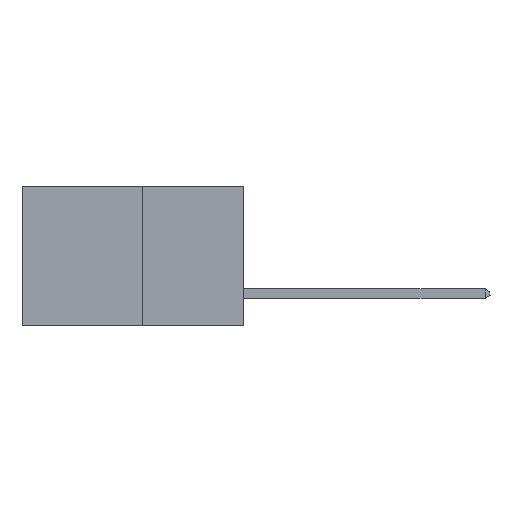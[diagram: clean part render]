
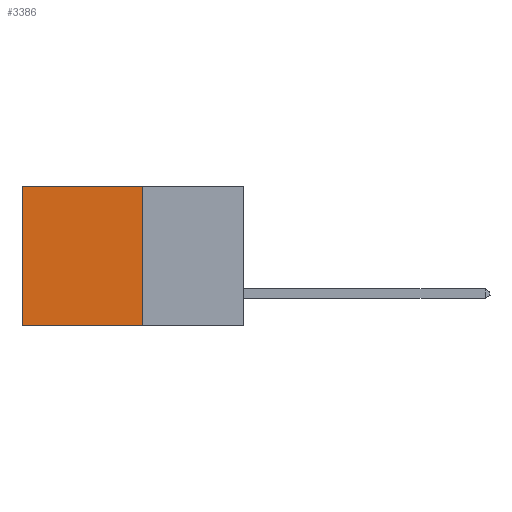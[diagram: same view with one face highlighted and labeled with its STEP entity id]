
A CAD part, left-side view. The second image highlights one B-rep face of the part: STEP entity #3386.
In plain terms, the highlighted planar face has unit normal (-1, 0, 0).
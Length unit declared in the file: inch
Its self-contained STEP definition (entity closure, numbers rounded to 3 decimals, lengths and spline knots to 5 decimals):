
#106 = CARTESIAN_POINT ( 'NONE',  ( 0.277, 0.59, -0.37 ) ) ;
#118 = CARTESIAN_POINT ( 'NONE',  ( 0.277, 0.27, 0. ) ) ;
#205 = VERTEX_POINT ( 'NONE', #14954 ) ;
#999 = EDGE_CURVE ( 'NONE', #1198, #12253, #3763, .T. ) ;
#1198 = VERTEX_POINT ( 'NONE', #118 ) ;
#1404 = LINE ( 'NONE', #11236, #10310 ) ;
#2378 = VERTEX_POINT ( 'NONE', #106 ) ;
#3386 = ADVANCED_FACE ( 'NONE', ( #8694 ), #18962, .F. ) ;
#3560 = ORIENTED_EDGE ( 'NONE', *, *, #15462, .F. ) ;
#3763 = LINE ( 'NONE', #4250, #21507 ) ;
#3786 = DIRECTION ( 'NONE',  ( 0., 0., -1. ) ) ;
#4250 = CARTESIAN_POINT ( 'NONE',  ( 0.277, 0.27, 0. ) ) ;
#5277 = LINE ( 'NONE', #13569, #13449 ) ;
#6063 = ORIENTED_EDGE ( 'NONE', *, *, #10586, .T. ) ;
#7811 = DIRECTION ( 'NONE',  ( 0., 0., -1. ) ) ;
#8694 = FACE_OUTER_BOUND ( 'NONE', #8723, .T. ) ;
#8723 = EDGE_LOOP ( 'NONE', ( #6063, #17519, #3560, #14814 ) ) ;
#8967 = DIRECTION ( 'NONE',  ( 0., 1., 0. ) ) ;
#10310 = VECTOR ( 'NONE', #7811, 39.37008 ) ;
#10586 = EDGE_CURVE ( 'NONE', #12253, #2378, #1404, .T. ) ;
#10831 = CARTESIAN_POINT ( 'NONE',  ( 0.277, 0.27, -0.37 ) ) ;
#11236 = CARTESIAN_POINT ( 'NONE',  ( 0.277, 0.59, -0.37 ) ) ;
#12253 = VERTEX_POINT ( 'NONE', #21948 ) ;
#13449 = VECTOR ( 'NONE', #15266, 39.37008 ) ;
#13569 = CARTESIAN_POINT ( 'NONE',  ( 0.277, 0.27, -0.37 ) ) ;
#13859 = LINE ( 'NONE', #10831, #17279 ) ;
#14616 = AXIS2_PLACEMENT_3D ( 'NONE', #18889, #18871, #18850 ) ;
#14814 = ORIENTED_EDGE ( 'NONE', *, *, #999, .T. ) ;
#14954 = CARTESIAN_POINT ( 'NONE',  ( 0.277, 0.27, -0.37 ) ) ;
#15266 = DIRECTION ( 'NONE',  ( 0., 1., 0. ) ) ;
#15462 = EDGE_CURVE ( 'NONE', #1198, #205, #13859, .T. ) ;
#17279 = VECTOR ( 'NONE', #3786, 39.37008 ) ;
#17519 = ORIENTED_EDGE ( 'NONE', *, *, #22414, .F. ) ;
#18850 = DIRECTION ( 'NONE',  ( 0., 0., -1. ) ) ;
#18871 = DIRECTION ( 'NONE',  ( 1., 0., 0. ) ) ;
#18889 = CARTESIAN_POINT ( 'NONE',  ( 0.277, 0.27, -0.37 ) ) ;
#18962 = PLANE ( 'NONE',  #14616 ) ;
#21507 = VECTOR ( 'NONE', #8967, 39.37008 ) ;
#21948 = CARTESIAN_POINT ( 'NONE',  ( 0.277, 0.59, 0. ) ) ;
#22414 = EDGE_CURVE ( 'NONE', #205, #2378, #5277, .T. ) ;
